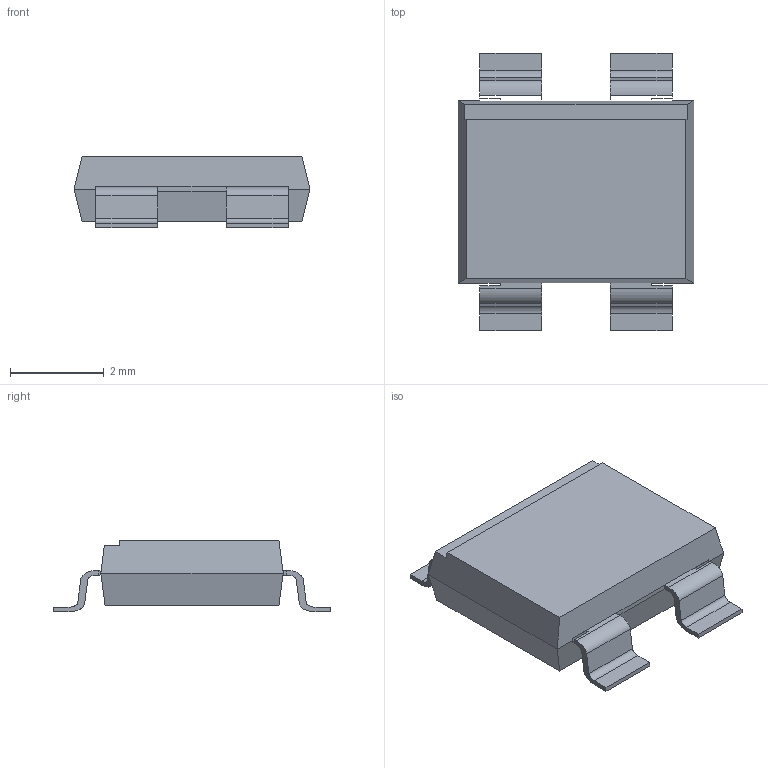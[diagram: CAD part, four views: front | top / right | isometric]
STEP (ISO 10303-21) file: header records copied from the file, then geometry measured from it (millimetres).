
FILE_DESCRIPTION(('FreeCAD Model'),'2;1');
FILE_NAME('dip_smt_bridge.step','2018-03-16T14:21:39',('kicad StepUp'),('ksu MCAD'), 'Open CASCADE STEP processor 6.8','FreeCAD','Unknown');
FILE_SCHEMA(('AUTOMOTIVE_DESIGN_CC2 { 1 2 10303 214 -1 1 5 4 }'));
Length unit declared in the file: millimetre
Products named in the file (1): dip_smt_bridge
Bounding box: 5.04 x 5.93 x 1.53 mm (x, y, z)
Volume: 26.8 mm3; surface area: 78 mm2
Topology: 1 solids, 1 shells, 80 faces, 230 edges, 152 vertices
Faces by surface type: bspline 80
Entity records: 2929 total; most frequent: CARTESIAN_POINT 1005, ORIENTED_EDGE 460, EDGE_CURVE 230, B_SPLINE_CURVE_WITH_KNOTS 198, VERTEX_POINT 152, ADVANCED_FACE 80, FACE_BOUND 80, EDGE_LOOP 80
